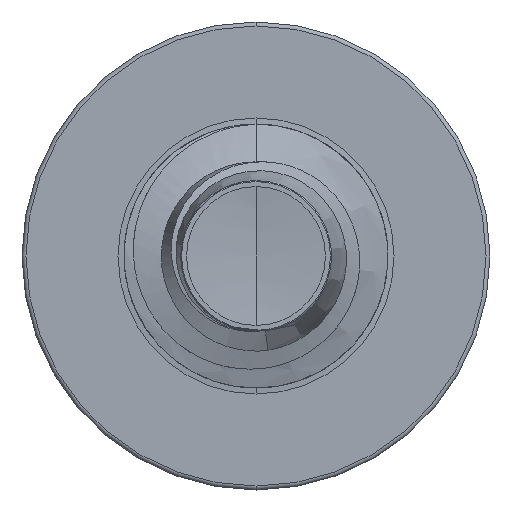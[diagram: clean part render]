
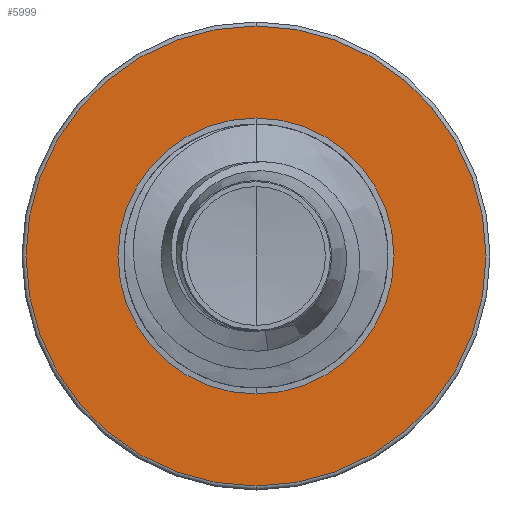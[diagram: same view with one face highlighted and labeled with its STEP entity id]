
A CAD part, front view. The second image highlights one B-rep face of the part: STEP entity #5999.
In plain terms, the highlighted planar face has unit normal (0, -1, 0).
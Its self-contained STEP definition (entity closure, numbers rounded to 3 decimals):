
#337 = DIRECTION ( 'NONE',  ( 0., 1., 0. ) ) ;
#1202 = AXIS2_PLACEMENT_3D ( 'NONE', #9457, #17120, #10765 ) ;
#1818 = ORIENTED_EDGE ( 'NONE', *, *, #16890, .F. ) ;
#1959 = DIRECTION ( 'NONE',  ( 0., 0., 1. ) ) ;
#2018 = CIRCLE ( 'NONE', #1202, 1.917 ) ;
#2953 = AXIS2_PLACEMENT_3D ( 'NONE', #7636, #15950, #9119 ) ;
#3409 = CARTESIAN_POINT ( 'NONE',  ( 0., 7., 1.917 ) ) ;
#4252 = CIRCLE ( 'NONE', #7411, 1.15 ) ;
#5999 = ADVANCED_FACE ( 'NONE', ( #14545, #17116 ), #16048, .F. ) ;
#7026 = ORIENTED_EDGE ( 'NONE', *, *, #13868, .T. ) ;
#7411 = AXIS2_PLACEMENT_3D ( 'NONE', #10772, #337, #11983 ) ;
#7636 = CARTESIAN_POINT ( 'NONE',  ( 0., 7., 0. ) ) ;
#7916 = AXIS2_PLACEMENT_3D ( 'NONE', #15630, #15595, #15591 ) ;
#9119 = DIRECTION ( 'NONE',  ( 0., 0., 1. ) ) ;
#9457 = CARTESIAN_POINT ( 'NONE',  ( 0., 7., 0. ) ) ;
#9793 = EDGE_LOOP ( 'NONE', ( #7026, #13866 ) ) ;
#9954 = CARTESIAN_POINT ( 'NONE',  ( 0., 7., 1.15 ) ) ;
#10194 = CIRCLE ( 'NONE', #11027, 1.15 ) ;
#10424 = EDGE_CURVE ( 'NONE', #13587, #17488, #10194, .T. ) ;
#10753 = CIRCLE ( 'NONE', #2953, 1.917 ) ;
#10765 = DIRECTION ( 'NONE',  ( 0., 0., 1. ) ) ;
#10772 = CARTESIAN_POINT ( 'NONE',  ( 0., 7., 0. ) ) ;
#11027 = AXIS2_PLACEMENT_3D ( 'NONE', #17884, #11718, #1959 ) ;
#11624 = VERTEX_POINT ( 'NONE', #15996 ) ;
#11718 = DIRECTION ( 'NONE',  ( 0., 1., 0. ) ) ;
#11983 = DIRECTION ( 'NONE',  ( 0., 0., 1. ) ) ;
#13406 = EDGE_LOOP ( 'NONE', ( #16248, #1818 ) ) ;
#13587 = VERTEX_POINT ( 'NONE', #17835 ) ;
#13866 = ORIENTED_EDGE ( 'NONE', *, *, #10424, .T. ) ;
#13868 = EDGE_CURVE ( 'NONE', #17488, #13587, #4252, .T. ) ;
#14545 = FACE_OUTER_BOUND ( 'NONE', #13406, .T. ) ;
#15591 = DIRECTION ( 'NONE',  ( 0., 0., 1. ) ) ;
#15595 = DIRECTION ( 'NONE',  ( 0., 1., 0. ) ) ;
#15630 = CARTESIAN_POINT ( 'NONE',  ( 0., 7., -1.15 ) ) ;
#15632 = EDGE_CURVE ( 'NONE', #16669, #11624, #2018, .T. ) ;
#15950 = DIRECTION ( 'NONE',  ( 0., 1., 0. ) ) ;
#15996 = CARTESIAN_POINT ( 'NONE',  ( 0., 7., -1.917 ) ) ;
#16048 = PLANE ( 'NONE',  #7916 ) ;
#16248 = ORIENTED_EDGE ( 'NONE', *, *, #15632, .F. ) ;
#16669 = VERTEX_POINT ( 'NONE', #3409 ) ;
#16890 = EDGE_CURVE ( 'NONE', #11624, #16669, #10753, .T. ) ;
#17116 = FACE_BOUND ( 'NONE', #9793, .T. ) ;
#17120 = DIRECTION ( 'NONE',  ( 0., 1., 0. ) ) ;
#17488 = VERTEX_POINT ( 'NONE', #9954 ) ;
#17835 = CARTESIAN_POINT ( 'NONE',  ( 0., 7., -1.15 ) ) ;
#17884 = CARTESIAN_POINT ( 'NONE',  ( 0., 7., 0. ) ) ;
